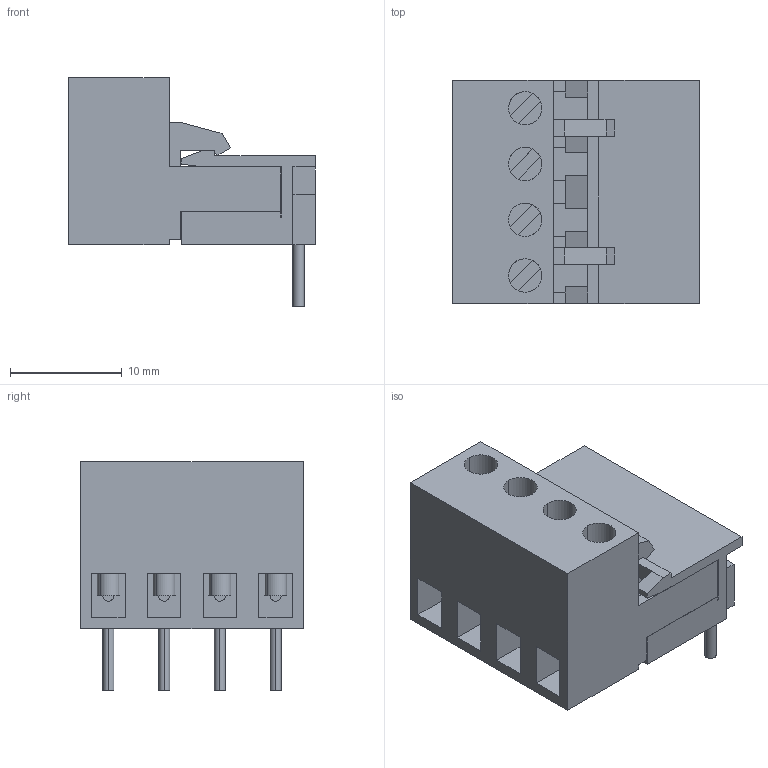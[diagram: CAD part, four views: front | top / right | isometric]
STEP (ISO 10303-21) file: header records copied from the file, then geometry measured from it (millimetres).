
FILE_DESCRIPTION(('FreeCAD Model'),'2;1');
FILE_NAME('Open CASCADE Shape Model','2025-03-06T00:19:19',('Author'),( ''),'Open CASCADE STEP processor 7.8','FreeCAD','Unknown');
FILE_SCHEMA(('AUTOMOTIVE_DESIGN { 1 0 10303 214 1 1 1 1 }'));
Length unit declared in the file: millimetre
Products named in the file (15): Terminal-Fonix-4pin; N3; N3 Geometry; pin009; pin3; pin006; pin007; pin008; M3; M3 Geometry; pich009; pich3; pich006; pich007; pich008
Assembly tree (14 placements, depth 4):
  Terminal-Fonix-4pin
    N3
      N3 Geometry
      pin009
        pin3
        pin006
        pin007
        pin008
    M3
      M3 Geometry
      pich009
        pich3
        pich006
        pich007
        pich008
Bounding box: 22.11 x 20 x 20.5 mm (x, y, z)
Volume: 3838 mm3; surface area: 5308.7 mm2
Topology: 10 solids, 10 shells, 341 faces, 853 edges, 529 vertices
Faces by surface type: plane 229, cylinder 88, cone 16, bspline 8
Entity records: 10839 total; most frequent: CARTESIAN_POINT 2246, DIRECTION 1742, ORIENTED_EDGE 1690, EDGE_CURVE 845, LINE 636, VECTOR 636, AXIS2_PLACEMENT_3D 553, VERTEX_POINT 529
